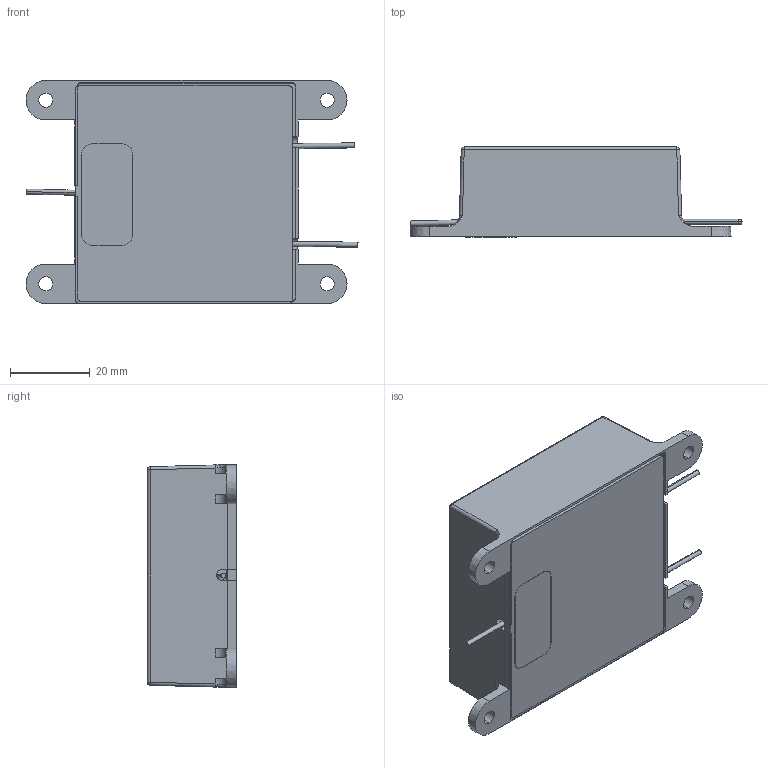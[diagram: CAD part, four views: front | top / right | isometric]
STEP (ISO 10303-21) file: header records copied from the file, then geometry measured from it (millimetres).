
FILE_DESCRIPTION (( 'STEP AP214' ), '1' );
FILE_NAME ('1100-988-1-E.STEP', '2019-01-22T22:57:00', ( '' ), ( '' ), 'SwSTEP 2.0', 'SolidWorks 2018', '' );
FILE_SCHEMA (( 'AUTOMOTIVE_DESIGN' ));
Length unit declared in the file: inch
Products named in the file (21): 3320-088_angle; 2003-1052; 2001-050; 1000-493; 2003-597; 2200-054; 2001-049; 2021-084; 3320-088; 1100-988-1-E; 2003-516; 3320-092; 3320-092_STRAIGHT
Assembly tree (11 placements, depth 3):
  2001-050
  2001-049
  3320-088
  1100-988-1-E
    2001-049
    1000-493
      2200-054
      3320-092_STRAIGHT
      3320-088_angle
      3320-088
    2021-084
      2001-050
    2003-1052
    2003-516
    2003-597
  2003-1052
Bounding box: 83.11 x 22.51 x 55.88 mm (x, y, z)
Volume: 27195.2 mm3; surface area: 32515.9 mm2
Topology: 12 solids, 12 shells, 2850 faces, 7720 edges, 5134 vertices
Faces by surface type: plane 1822, bspline 855, cylinder 157, torus 8, cone 4, sphere 4
Entity records: 168959 total; most frequent: CARTESIAN_POINT 69328, ORIENTED_EDGE 15432, DIRECTION 10348, EDGE_CURVE 7716, LINE 5656, VECTOR 5656, VERTEX_POINT 5134, EDGE_LOOP 3194
